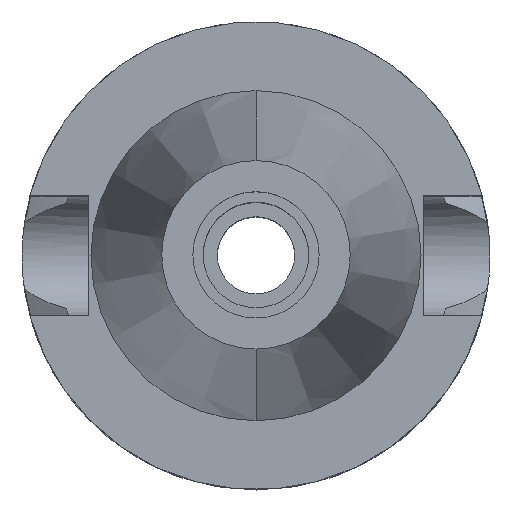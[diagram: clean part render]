
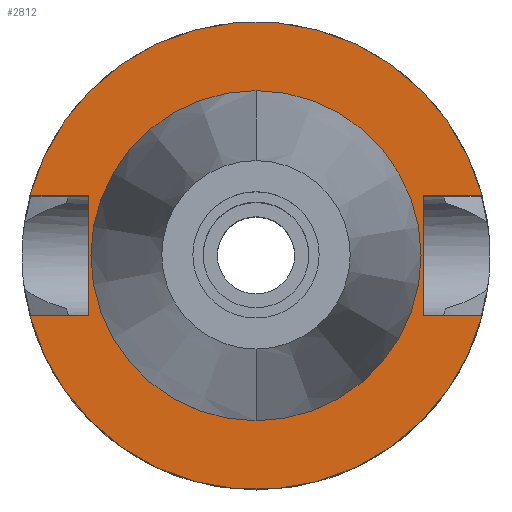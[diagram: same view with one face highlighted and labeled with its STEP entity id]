
A CAD part, top view. The second image highlights one B-rep face of the part: STEP entity #2812.
In plain terms, the highlighted planar face has unit normal (0, 0, 1).
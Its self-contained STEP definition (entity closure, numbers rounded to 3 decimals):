
#25 = EDGE_CURVE ( 'NONE', #283, #899, #1113, .T. ) ;
#28 = CARTESIAN_POINT ( 'NONE',  ( 0., 0., -1. ) ) ;
#100 = CARTESIAN_POINT ( 'NONE',  ( 0., 0., -1. ) ) ;
#118 = CARTESIAN_POINT ( 'NONE',  ( -30.454, 8.05, -1. ) ) ;
#123 = VERTEX_POINT ( 'NONE', #1976 ) ;
#214 = EDGE_CURVE ( 'NONE', #2009, #123, #301, .T. ) ;
#283 = VERTEX_POINT ( 'NONE', #752 ) ;
#294 = EDGE_CURVE ( 'NONE', #582, #2719, #1297, .T. ) ;
#297 = DIRECTION ( 'NONE',  ( -1., 0., 0. ) ) ;
#301 = CIRCLE ( 'NONE', #2881, 22.225 ) ;
#344 = DIRECTION ( 'NONE',  ( 0., 0., -1. ) ) ;
#399 = DIRECTION ( 'NONE',  ( 1., 0., 0. ) ) ;
#438 = CARTESIAN_POINT ( 'NONE',  ( -22.5, -8.05, -1. ) ) ;
#507 = AXIS2_PLACEMENT_3D ( 'NONE', #100, #344, #1302 ) ;
#524 = LINE ( 'NONE', #2937, #1967 ) ;
#566 = CARTESIAN_POINT ( 'NONE',  ( 0., 0., -1. ) ) ;
#582 = VERTEX_POINT ( 'NONE', #438 ) ;
#583 = EDGE_CURVE ( 'NONE', #123, #2009, #1594, .T. ) ;
#604 = ORIENTED_EDGE ( 'NONE', *, *, #1646, .F. ) ;
#647 = ORIENTED_EDGE ( 'NONE', *, *, #214, .F. ) ;
#659 = DIRECTION ( 'NONE',  ( 0., -1., 0. ) ) ;
#663 = VECTOR ( 'NONE', #297, 1000. ) ;
#736 = DIRECTION ( 'NONE',  ( 0., 1., 0. ) ) ;
#752 = CARTESIAN_POINT ( 'NONE',  ( 30.454, -8.05, -1. ) ) ;
#760 = VECTOR ( 'NONE', #2461, 1000. ) ;
#794 = LINE ( 'NONE', #2008, #663 ) ;
#806 = DIRECTION ( 'NONE',  ( 0., -1., 0. ) ) ;
#810 = EDGE_LOOP ( 'NONE', ( #647, #2635 ) ) ;
#815 = AXIS2_PLACEMENT_3D ( 'NONE', #566, #2224, #2450 ) ;
#825 = DIRECTION ( 'NONE',  ( 1., 0., 0. ) ) ;
#859 = EDGE_CURVE ( 'NONE', #2976, #2618, #2238, .T. ) ;
#867 = VECTOR ( 'NONE', #806, 1000. ) ;
#886 = EDGE_LOOP ( 'NONE', ( #2846, #2365, #604, #2469, #1566, #2747, #2077, #1638 ) ) ;
#899 = VERTEX_POINT ( 'NONE', #997 ) ;
#967 = EDGE_CURVE ( 'NONE', #2719, #2751, #794, .T. ) ;
#971 = EDGE_CURVE ( 'NONE', #2976, #2480, #524, .T. ) ;
#997 = CARTESIAN_POINT ( 'NONE',  ( -30.454, -8.05, -1. ) ) ;
#1033 = CARTESIAN_POINT ( 'NONE',  ( -22.5, -8.05, -1. ) ) ;
#1113 = CIRCLE ( 'NONE', #2343, 31.5 ) ;
#1263 = AXIS2_PLACEMENT_3D ( 'NONE', #3050, #1881, #1896 ) ;
#1297 = LINE ( 'NONE', #1528, #760 ) ;
#1302 = DIRECTION ( 'NONE',  ( 0., -1., 0. ) ) ;
#1390 = LINE ( 'NONE', #2307, #2342 ) ;
#1528 = CARTESIAN_POINT ( 'NONE',  ( -22.5, -8.05, -1. ) ) ;
#1532 = FACE_BOUND ( 'NONE', #810, .T. ) ;
#1546 = CARTESIAN_POINT ( 'NONE',  ( -22.5, 8.05, -1. ) ) ;
#1566 = ORIENTED_EDGE ( 'NONE', *, *, #971, .T. ) ;
#1594 = CIRCLE ( 'NONE', #1263, 22.225 ) ;
#1630 = CARTESIAN_POINT ( 'NONE',  ( 0., 0., -1. ) ) ;
#1638 = ORIENTED_EDGE ( 'NONE', *, *, #294, .F. ) ;
#1646 = EDGE_CURVE ( 'NONE', #2618, #283, #1390, .T. ) ;
#1714 = DIRECTION ( 'NONE',  ( 0., 0., 1. ) ) ;
#1829 = FACE_OUTER_BOUND ( 'NONE', #886, .T. ) ;
#1881 = DIRECTION ( 'NONE',  ( 0., 0., 1. ) ) ;
#1896 = DIRECTION ( 'NONE',  ( 0., -1., 0. ) ) ;
#1967 = VECTOR ( 'NONE', #825, 1000. ) ;
#1976 = CARTESIAN_POINT ( 'NONE',  ( 0., -22.225, -1. ) ) ;
#2008 = CARTESIAN_POINT ( 'NONE',  ( -22.5, 8.05, -1. ) ) ;
#2009 = VERTEX_POINT ( 'NONE', #2133 ) ;
#2077 = ORIENTED_EDGE ( 'NONE', *, *, #967, .F. ) ;
#2120 = DIRECTION ( 'NONE',  ( 0., 0., -1. ) ) ;
#2133 = CARTESIAN_POINT ( 'NONE',  ( 0., 22.225, -1. ) ) ;
#2152 = CIRCLE ( 'NONE', #815, 31.5 ) ;
#2210 = CARTESIAN_POINT ( 'NONE',  ( 22.5, 8.05, -1. ) ) ;
#2224 = DIRECTION ( 'NONE',  ( 0., 0., -1. ) ) ;
#2237 = PLANE ( 'NONE',  #507 ) ;
#2238 = LINE ( 'NONE', #2210, #867 ) ;
#2300 = VECTOR ( 'NONE', #2919, 1000. ) ;
#2307 = CARTESIAN_POINT ( 'NONE',  ( 22.5, -8.05, -1. ) ) ;
#2314 = CARTESIAN_POINT ( 'NONE',  ( 22.5, 8.05, -1. ) ) ;
#2342 = VECTOR ( 'NONE', #399, 1000. ) ;
#2343 = AXIS2_PLACEMENT_3D ( 'NONE', #1630, #2120, #659 ) ;
#2365 = ORIENTED_EDGE ( 'NONE', *, *, #25, .F. ) ;
#2386 = LINE ( 'NONE', #1033, #2300 ) ;
#2450 = DIRECTION ( 'NONE',  ( 0., 1., 0. ) ) ;
#2461 = DIRECTION ( 'NONE',  ( 0., 1., 0. ) ) ;
#2469 = ORIENTED_EDGE ( 'NONE', *, *, #859, .F. ) ;
#2479 = EDGE_CURVE ( 'NONE', #2751, #2480, #2152, .T. ) ;
#2480 = VERTEX_POINT ( 'NONE', #2676 ) ;
#2505 = EDGE_CURVE ( 'NONE', #582, #899, #2386, .T. ) ;
#2618 = VERTEX_POINT ( 'NONE', #2649 ) ;
#2635 = ORIENTED_EDGE ( 'NONE', *, *, #583, .F. ) ;
#2649 = CARTESIAN_POINT ( 'NONE',  ( 22.5, -8.05, -1. ) ) ;
#2676 = CARTESIAN_POINT ( 'NONE',  ( 30.454, 8.05, -1. ) ) ;
#2719 = VERTEX_POINT ( 'NONE', #1546 ) ;
#2747 = ORIENTED_EDGE ( 'NONE', *, *, #2479, .F. ) ;
#2751 = VERTEX_POINT ( 'NONE', #118 ) ;
#2812 = ADVANCED_FACE ( 'NONE', ( #1829, #1532 ), #2237, .F. ) ;
#2846 = ORIENTED_EDGE ( 'NONE', *, *, #2505, .T. ) ;
#2881 = AXIS2_PLACEMENT_3D ( 'NONE', #28, #1714, #736 ) ;
#2919 = DIRECTION ( 'NONE',  ( -1., 0., 0. ) ) ;
#2937 = CARTESIAN_POINT ( 'NONE',  ( 22.5, 8.05, -1. ) ) ;
#2976 = VERTEX_POINT ( 'NONE', #2314 ) ;
#3050 = CARTESIAN_POINT ( 'NONE',  ( 0., 0., -1. ) ) ;
